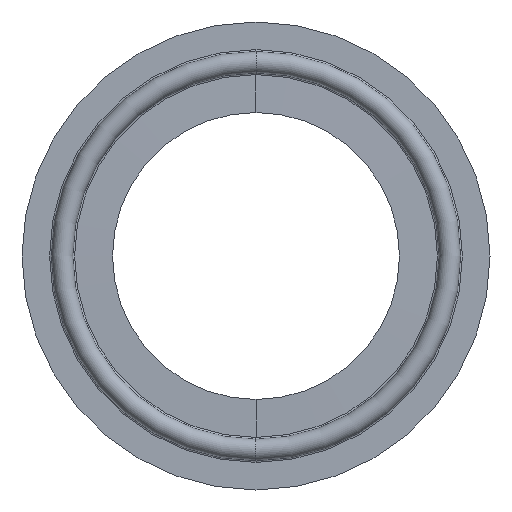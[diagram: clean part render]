
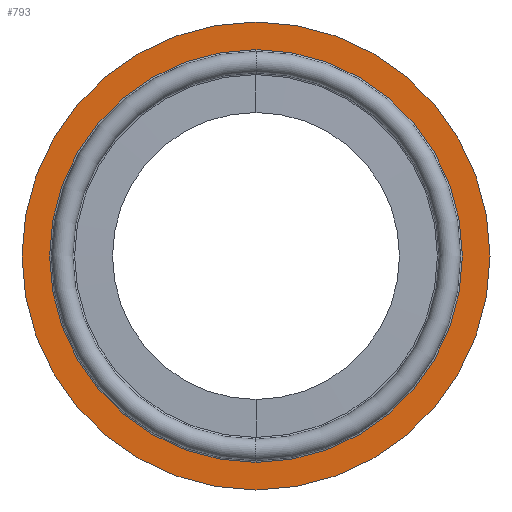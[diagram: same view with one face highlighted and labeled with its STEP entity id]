
A CAD part, left-side view. The second image highlights one B-rep face of the part: STEP entity #793.
In plain terms, the highlighted planar face has unit normal (-1, 0, 0).
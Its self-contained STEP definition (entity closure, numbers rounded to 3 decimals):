
#7 = EDGE_CURVE ( 'NONE', #187, #229, #772, .T. ) ;
#29 = DIRECTION ( 'NONE',  ( 0., 0., -1. ) ) ;
#31 = DIRECTION ( 'NONE',  ( 0., 0., 1. ) ) ;
#52 = DIRECTION ( 'NONE',  ( -1., 0., 0. ) ) ;
#68 = CARTESIAN_POINT ( 'NONE',  ( -0.9, 0., 0. ) ) ;
#183 = CIRCLE ( 'NONE', #688, 23.15 ) ;
#185 = EDGE_CURVE ( 'NONE', #229, #187, #728, .T. ) ;
#187 = VERTEX_POINT ( 'NONE', #757 ) ;
#214 = PLANE ( 'NONE',  #309 ) ;
#220 = DIRECTION ( 'NONE',  ( 0., 0., -1. ) ) ;
#229 = VERTEX_POINT ( 'NONE', #881 ) ;
#231 = EDGE_CURVE ( 'NONE', #893, #455, #743, .T. ) ;
#233 = EDGE_LOOP ( 'NONE', ( #297, #265 ) ) ;
#241 = CARTESIAN_POINT ( 'NONE',  ( -0.9, 0., -23.15 ) ) ;
#260 = CARTESIAN_POINT ( 'NONE',  ( -0.9, 0., 0. ) ) ;
#265 = ORIENTED_EDGE ( 'NONE', *, *, #7, .T. ) ;
#278 = DIRECTION ( 'NONE',  ( 0., 0., 1. ) ) ;
#287 = FACE_BOUND ( 'NONE', #809, .T. ) ;
#297 = ORIENTED_EDGE ( 'NONE', *, *, #185, .T. ) ;
#309 = AXIS2_PLACEMENT_3D ( 'NONE', #560, #842, #220 ) ;
#318 = CARTESIAN_POINT ( 'NONE',  ( -0.9, 0., 0. ) ) ;
#371 = DIRECTION ( 'NONE',  ( 1., 0., 0. ) ) ;
#380 = AXIS2_PLACEMENT_3D ( 'NONE', #866, #732, #31 ) ;
#455 = VERTEX_POINT ( 'NONE', #862 ) ;
#468 = DIRECTION ( 'NONE',  ( 0., 0., -1. ) ) ;
#470 = EDGE_CURVE ( 'NONE', #455, #893, #183, .T. ) ;
#560 = CARTESIAN_POINT ( 'NONE',  ( -0.9, 22.95, 0. ) ) ;
#583 = AXIS2_PLACEMENT_3D ( 'NONE', #260, #815, #468 ) ;
#601 = ORIENTED_EDGE ( 'NONE', *, *, #470, .T. ) ;
#688 = AXIS2_PLACEMENT_3D ( 'NONE', #318, #371, #29 ) ;
#728 = CIRCLE ( 'NONE', #849, 26.25 ) ;
#732 = DIRECTION ( 'NONE',  ( -1., 0., 0. ) ) ;
#742 = ORIENTED_EDGE ( 'NONE', *, *, #231, .T. ) ;
#743 = CIRCLE ( 'NONE', #583, 23.15 ) ;
#757 = CARTESIAN_POINT ( 'NONE',  ( -0.9, 0., -26.25 ) ) ;
#772 = CIRCLE ( 'NONE', #380, 26.25 ) ;
#793 = ADVANCED_FACE ( 'NONE', ( #287, #838 ), #214, .F. ) ;
#809 = EDGE_LOOP ( 'NONE', ( #742, #601 ) ) ;
#815 = DIRECTION ( 'NONE',  ( 1., 0., 0. ) ) ;
#838 = FACE_OUTER_BOUND ( 'NONE', #233, .T. ) ;
#842 = DIRECTION ( 'NONE',  ( 1., 0., 0. ) ) ;
#849 = AXIS2_PLACEMENT_3D ( 'NONE', #68, #52, #278 ) ;
#862 = CARTESIAN_POINT ( 'NONE',  ( -0.9, 0., 23.15 ) ) ;
#866 = CARTESIAN_POINT ( 'NONE',  ( -0.9, 0., 0. ) ) ;
#881 = CARTESIAN_POINT ( 'NONE',  ( -0.9, 0., 26.25 ) ) ;
#893 = VERTEX_POINT ( 'NONE', #241 ) ;
